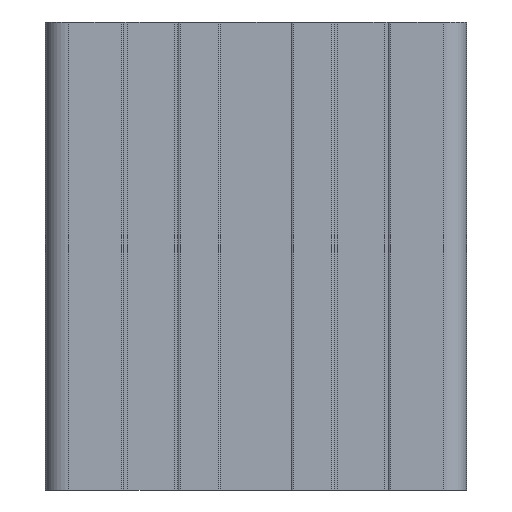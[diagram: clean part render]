
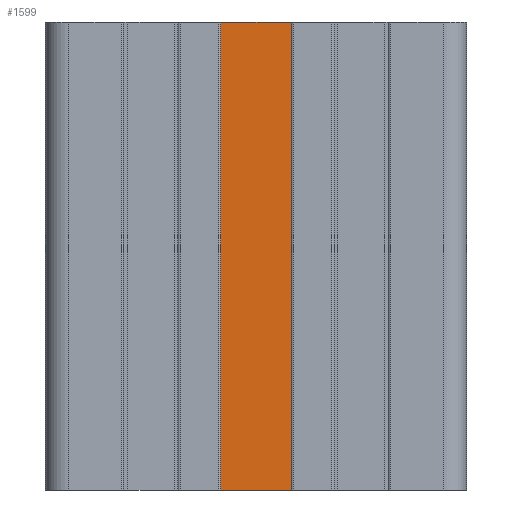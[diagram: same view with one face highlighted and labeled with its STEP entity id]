
A CAD part, front view. The second image highlights one B-rep face of the part: STEP entity #1599.
In plain terms, the highlighted planar face has unit normal (0, -1, 0).
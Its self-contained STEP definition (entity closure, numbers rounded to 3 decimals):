
#99 = LINE ( 'NONE', #2366, #3288 ) ;
#297 = LINE ( 'NONE', #2560, #5532 ) ;
#386 = EDGE_CURVE ( 'NONE', #2391, #2081, #1851, .T. ) ;
#509 = VERTEX_POINT ( 'NONE', #2488 ) ;
#1197 = EDGE_CURVE ( 'NONE', #509, #2081, #99, .T. ) ;
#1590 = DIRECTION ( 'NONE',  ( 1., 0., 0. ) ) ;
#1599 = ADVANCED_FACE ( 'NONE', ( #4445 ), #2800, .T. ) ;
#1687 = CARTESIAN_POINT ( 'NONE',  ( -7.5, -44., -100. ) ) ;
#1710 = ORIENTED_EDGE ( 'NONE', *, *, #4756, .F. ) ;
#1851 = LINE ( 'NONE', #5254, #4660 ) ;
#1903 = ORIENTED_EDGE ( 'NONE', *, *, #5913, .T. ) ;
#2006 = DIRECTION ( 'NONE',  ( 0., 0., 1. ) ) ;
#2081 = VERTEX_POINT ( 'NONE', #4625 ) ;
#2366 = CARTESIAN_POINT ( 'NONE',  ( 7.5, -44., -100. ) ) ;
#2391 = VERTEX_POINT ( 'NONE', #4612 ) ;
#2488 = CARTESIAN_POINT ( 'NONE',  ( 7.5, -44., -100. ) ) ;
#2560 = CARTESIAN_POINT ( 'NONE',  ( -7.5, -44., -100. ) ) ;
#2800 = PLANE ( 'NONE',  #5079 ) ;
#2859 = DIRECTION ( 'NONE',  ( 1., 0., 0. ) ) ;
#2897 = ORIENTED_EDGE ( 'NONE', *, *, #386, .F. ) ;
#3100 = EDGE_LOOP ( 'NONE', ( #2897, #1710, #1903, #3328 ) ) ;
#3288 = VECTOR ( 'NONE', #4647, 1000. ) ;
#3328 = ORIENTED_EDGE ( 'NONE', *, *, #1197, .T. ) ;
#4315 = CARTESIAN_POINT ( 'NONE',  ( 7.5, -44., -100. ) ) ;
#4445 = FACE_OUTER_BOUND ( 'NONE', #3100, .T. ) ;
#4521 = CARTESIAN_POINT ( 'NONE',  ( 7.5, -44., -100. ) ) ;
#4612 = CARTESIAN_POINT ( 'NONE',  ( -7.5, -44., 0. ) ) ;
#4625 = CARTESIAN_POINT ( 'NONE',  ( 7.5, -44., 0. ) ) ;
#4647 = DIRECTION ( 'NONE',  ( 0., 0., 1. ) ) ;
#4660 = VECTOR ( 'NONE', #2859, 1000. ) ;
#4756 = EDGE_CURVE ( 'NONE', #6850, #2391, #297, .T. ) ;
#5079 = AXIS2_PLACEMENT_3D ( 'NONE', #4521, #5606, #6786 ) ;
#5254 = CARTESIAN_POINT ( 'NONE',  ( 7.5, -44., 0. ) ) ;
#5532 = VECTOR ( 'NONE', #2006, 1000. ) ;
#5606 = DIRECTION ( 'NONE',  ( 0., -1., 0. ) ) ;
#5913 = EDGE_CURVE ( 'NONE', #6850, #509, #7265, .T. ) ;
#6373 = VECTOR ( 'NONE', #1590, 1000. ) ;
#6786 = DIRECTION ( 'NONE',  ( 0., 0., -1. ) ) ;
#6850 = VERTEX_POINT ( 'NONE', #1687 ) ;
#7265 = LINE ( 'NONE', #4315, #6373 ) ;
